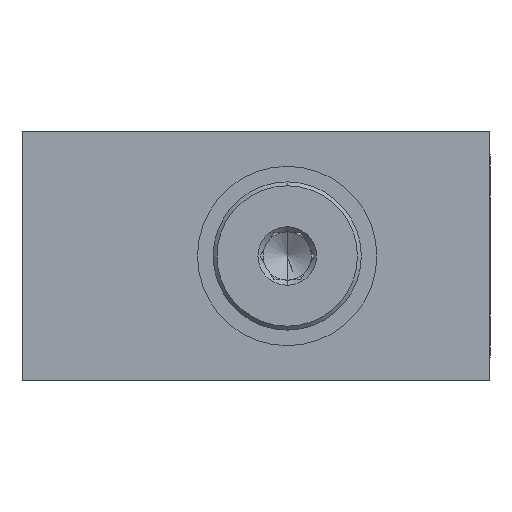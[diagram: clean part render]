
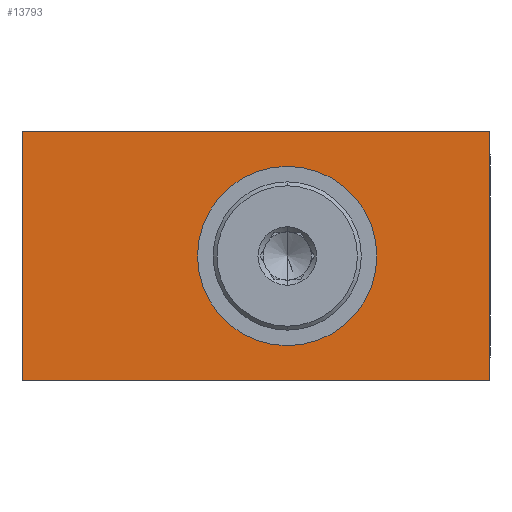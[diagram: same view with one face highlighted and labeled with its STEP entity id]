
A CAD part, left-side view. The second image highlights one B-rep face of the part: STEP entity #13793.
In plain terms, the highlighted planar face has unit normal (-1, 0, 0).
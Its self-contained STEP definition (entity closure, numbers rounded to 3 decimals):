
#276 = VERTEX_POINT ( 'NONE', #12931 ) ;
#625 = DIRECTION ( 'NONE',  ( 0., 0., -1. ) ) ;
#1604 = CARTESIAN_POINT ( 'NONE',  ( 0., -34., 27.5 ) ) ;
#2176 = DIRECTION ( 'NONE',  ( -1., 0., 0. ) ) ;
#2286 = FACE_BOUND ( 'NONE', #7911, .T. ) ;
#2501 = CARTESIAN_POINT ( 'NONE',  ( 0., -60., 0. ) ) ;
#2506 = CARTESIAN_POINT ( 'NONE',  ( 0., -60., 32. ) ) ;
#2732 = CARTESIAN_POINT ( 'NONE',  ( 0., 0., 0. ) ) ;
#3145 = ORIENTED_EDGE ( 'NONE', *, *, #6455, .T. ) ;
#3228 = LINE ( 'NONE', #2732, #9030 ) ;
#3597 = ORIENTED_EDGE ( 'NONE', *, *, #4136, .T. ) ;
#3891 = DIRECTION ( 'NONE',  ( 0., -1., 0. ) ) ;
#4136 = EDGE_CURVE ( 'NONE', #11003, #276, #4600, .T. ) ;
#4185 = CARTESIAN_POINT ( 'NONE',  ( 0., -60., 32. ) ) ;
#4265 = CIRCLE ( 'NONE', #12638, 11.5 ) ;
#4600 = LINE ( 'NONE', #12207, #12295 ) ;
#4792 = EDGE_LOOP ( 'NONE', ( #3145, #11477, #8340, #3597 ) ) ;
#5345 = AXIS2_PLACEMENT_3D ( 'NONE', #10704, #9652, #14216 ) ;
#5859 = LINE ( 'NONE', #13037, #6584 ) ;
#5888 = CARTESIAN_POINT ( 'NONE',  ( 0., 0., 32. ) ) ;
#6455 = EDGE_CURVE ( 'NONE', #276, #8697, #3228, .T. ) ;
#6524 = DIRECTION ( 'NONE',  ( 0., 0., -1. ) ) ;
#6584 = VECTOR ( 'NONE', #12942, 1000. ) ;
#7015 = PLANE ( 'NONE',  #8978 ) ;
#7911 = EDGE_LOOP ( 'NONE', ( #8310, #11202 ) ) ;
#8199 = EDGE_CURVE ( 'NONE', #12893, #8697, #13095, .T. ) ;
#8310 = ORIENTED_EDGE ( 'NONE', *, *, #10374, .F. ) ;
#8340 = ORIENTED_EDGE ( 'NONE', *, *, #12142, .F. ) ;
#8697 = VERTEX_POINT ( 'NONE', #2501 ) ;
#8969 = CARTESIAN_POINT ( 'NONE',  ( 0., -34., 16. ) ) ;
#8978 = AXIS2_PLACEMENT_3D ( 'NONE', #5888, #11756, #15116 ) ;
#9000 = FACE_OUTER_BOUND ( 'NONE', #4792, .T. ) ;
#9030 = VECTOR ( 'NONE', #3891, 1000. ) ;
#9652 = DIRECTION ( 'NONE',  ( -1., 0., 0. ) ) ;
#9761 = VERTEX_POINT ( 'NONE', #10819 ) ;
#9763 = VERTEX_POINT ( 'NONE', #1604 ) ;
#10316 = DIRECTION ( 'NONE',  ( 0., 0., 1. ) ) ;
#10374 = EDGE_CURVE ( 'NONE', #9763, #9761, #11174, .T. ) ;
#10704 = CARTESIAN_POINT ( 'NONE',  ( 0., -34., 16. ) ) ;
#10819 = CARTESIAN_POINT ( 'NONE',  ( 0., -34., 4.5 ) ) ;
#11003 = VERTEX_POINT ( 'NONE', #14294 ) ;
#11174 = CIRCLE ( 'NONE', #5345, 11.5 ) ;
#11202 = ORIENTED_EDGE ( 'NONE', *, *, #14270, .F. ) ;
#11477 = ORIENTED_EDGE ( 'NONE', *, *, #8199, .F. ) ;
#11756 = DIRECTION ( 'NONE',  ( 1., 0., 0. ) ) ;
#12142 = EDGE_CURVE ( 'NONE', #11003, #12893, #5859, .T. ) ;
#12207 = CARTESIAN_POINT ( 'NONE',  ( 0., 0., 32. ) ) ;
#12295 = VECTOR ( 'NONE', #6524, 1000. ) ;
#12638 = AXIS2_PLACEMENT_3D ( 'NONE', #8969, #2176, #10316 ) ;
#12893 = VERTEX_POINT ( 'NONE', #2506 ) ;
#12931 = CARTESIAN_POINT ( 'NONE',  ( 0., 0., 0. ) ) ;
#12942 = DIRECTION ( 'NONE',  ( 0., -1., 0. ) ) ;
#13037 = CARTESIAN_POINT ( 'NONE',  ( 0., 0., 32. ) ) ;
#13095 = LINE ( 'NONE', #4185, #13834 ) ;
#13793 = ADVANCED_FACE ( 'NONE', ( #2286, #9000 ), #7015, .F. ) ;
#13834 = VECTOR ( 'NONE', #625, 1000. ) ;
#14216 = DIRECTION ( 'NONE',  ( 0., 0., 1. ) ) ;
#14270 = EDGE_CURVE ( 'NONE', #9761, #9763, #4265, .T. ) ;
#14294 = CARTESIAN_POINT ( 'NONE',  ( 0., 0., 32. ) ) ;
#15116 = DIRECTION ( 'NONE',  ( 0., 1., 0. ) ) ;
